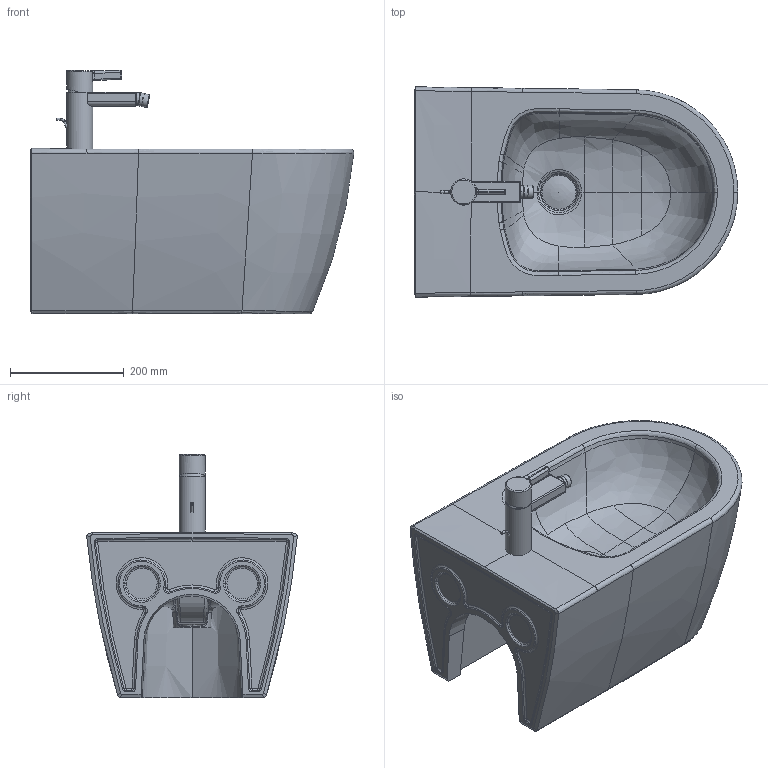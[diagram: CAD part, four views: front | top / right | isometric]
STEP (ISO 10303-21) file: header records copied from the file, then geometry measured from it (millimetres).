
FILE_DESCRIPTION((''),'2;1');
FILE_NAME('228815.stp','2015-06-08T21:10:19',('Administrator'),(''),'Autodesk Inventor 2011','Autodesk Inventor 2011','');
FILE_SCHEMA(('CONFIG_CONTROL_DESIGN'));
Length unit declared in the file: millimetre
Products named in the file (11): 228815; Armatur Durastyle Bidet; Fassung Sieb; Griff; Gehäuse Bidet; Hebel_Ventil; Kugel; Gleitring; Kelch; Stopfen
Assembly tree (10 placements, depth 3):
  228815
    228815
    Armatur Durastyle Bidet
      Fassung Sieb
      Griff
      Gehäuse Bidet
      Hebel_Ventil
      Kugel
      Gleitring
    Kelch
    Stopfen
Bounding box: 570.13 x 370.57 x 428.82 mm (x, y, z)
Volume: 23578106.3 mm3; surface area: 1150537.3 mm2
Topology: 8 solids, 10 shells, 510 faces, 1242 edges, 742 vertices
Faces by surface type: bspline 251, cylinder 103, plane 92, torus 38, sphere 18, cone 8
Full cylindrical faces by diameter (mm): 4 x2, 20.15 x1, 21.15 x1, 21.334 x1, 23.15 x1, 25 x1, 36 x1, 42 x1, 44 x1, 46 x3, 60 x1
Entity records: 69442 total; most frequent: CARTESIAN_POINT 58202, ORIENTED_EDGE 2396, DIRECTION 1782, EDGE_CURVE 1200, AXIS2_PLACEMENT_3D 733, VERTEX_POINT 731, EDGE_LOOP 561, FACE_OUTER_BOUND 509
